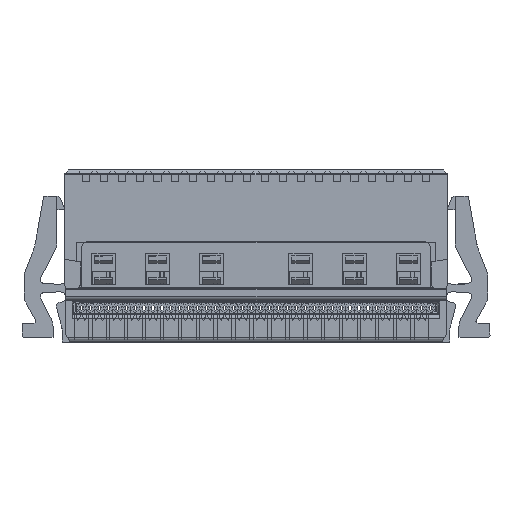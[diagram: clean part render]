
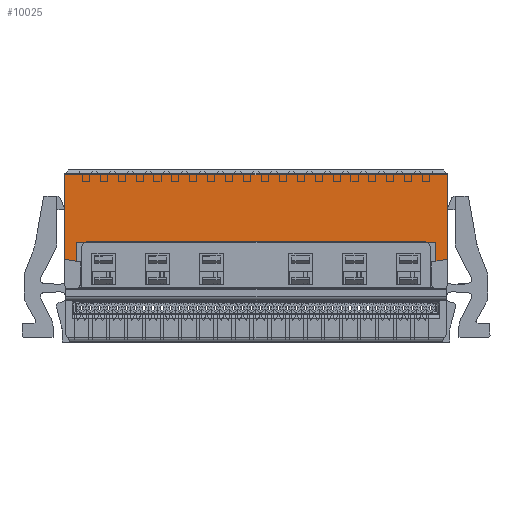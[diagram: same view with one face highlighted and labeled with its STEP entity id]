
A CAD part, front view. The second image highlights one B-rep face of the part: STEP entity #10025.
In plain terms, the highlighted planar face has unit normal (0, -1, 0).
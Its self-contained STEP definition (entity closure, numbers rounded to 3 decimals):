
#9975=AXIS2_PLACEMENT_3D('Plane Axis2P3D',#9972,#9973,#9974) ;
#3183=CARTESIAN_POINT('Vertex',(1.193,-9.925,9.429)) ;
#3186=CARTESIAN_POINT('Line Origine',(1.193,-9.925,6.439)) ;
#3190=CARTESIAN_POINT('Vertex',(1.193,-9.925,3.45)) ;
#3484=CARTESIAN_POINT('Vertex',(-25.958,-9.925,3.45)) ;
#3487=CARTESIAN_POINT('Line Origine',(-25.958,-9.925,6.439)) ;
#3491=CARTESIAN_POINT('Vertex',(-25.957,-9.925,9.429)) ;
#9972=CARTESIAN_POINT('Axis2P3D Location',(-26.202,-9.925,9.97)) ;
#9977=CARTESIAN_POINT('Line Origine',(-12.382,-9.925,9.429)) ;
#9982=CARTESIAN_POINT('Line Origine',(-25.517,-9.925,3.372)) ;
#9986=CARTESIAN_POINT('Vertex',(-25.078,-9.925,3.295)) ;
#9989=CARTESIAN_POINT('Line Origine',(-25.078,-9.925,3.972)) ;
#9993=CARTESIAN_POINT('Vertex',(-25.077,-9.925,4.65)) ;
#9996=CARTESIAN_POINT('Line Origine',(-12.382,-9.925,4.65)) ;
#10000=CARTESIAN_POINT('Vertex',(0.312,-9.925,4.65)) ;
#10003=CARTESIAN_POINT('Line Origine',(0.313,-9.925,3.972)) ;
#10007=CARTESIAN_POINT('Vertex',(0.313,-9.925,3.295)) ;
#10010=CARTESIAN_POINT('Line Origine',(0.752,-9.925,3.372)) ;
#3187=DIRECTION('Vector Direction',(0.,0.,1.)) ;
#3488=DIRECTION('Vector Direction',(0.,0.,-1.)) ;
#9973=DIRECTION('Axis2P3D Direction',(0.,-1.,0.)) ;
#9974=DIRECTION('Axis2P3D XDirection',(0.,0.,1.)) ;
#9978=DIRECTION('Vector Direction',(-1.,0.,0.)) ;
#9983=DIRECTION('Vector Direction',(0.985,0.,-0.174)) ;
#9990=DIRECTION('Vector Direction',(0.,0.,1.)) ;
#9997=DIRECTION('Vector Direction',(1.,0.,0.)) ;
#10004=DIRECTION('Vector Direction',(0.,0.,-1.)) ;
#10011=DIRECTION('Vector Direction',(0.985,0.,0.174)) ;
#3188=VECTOR('Line Direction',#3187,1.) ;
#3489=VECTOR('Line Direction',#3488,1.) ;
#9979=VECTOR('Line Direction',#9978,1.) ;
#9984=VECTOR('Line Direction',#9983,1.) ;
#9991=VECTOR('Line Direction',#9990,1.) ;
#9998=VECTOR('Line Direction',#9997,1.) ;
#10005=VECTOR('Line Direction',#10004,1.) ;
#10012=VECTOR('Line Direction',#10011,1.) ;
#10016=ORIENTED_EDGE('',*,*,#9981,.T.) ;
#10017=ORIENTED_EDGE('',*,*,#3493,.T.) ;
#10018=ORIENTED_EDGE('',*,*,#9988,.T.) ;
#10019=ORIENTED_EDGE('',*,*,#9995,.T.) ;
#10020=ORIENTED_EDGE('',*,*,#10002,.T.) ;
#10021=ORIENTED_EDGE('',*,*,#10009,.T.) ;
#10022=ORIENTED_EDGE('',*,*,#10014,.T.) ;
#10023=ORIENTED_EDGE('',*,*,#3192,.T.) ;
#10025=ADVANCED_FACE('1001\\MANIFOLD_SOLID_BREP #7263',(#10024),#9976,.T.) ;
#3192=EDGE_CURVE('',#3191,#3184,#3189,.T.) ;
#3493=EDGE_CURVE('',#3492,#3485,#3490,.T.) ;
#9981=EDGE_CURVE('',#3184,#3492,#9980,.T.) ;
#9988=EDGE_CURVE('',#3485,#9987,#9985,.T.) ;
#9995=EDGE_CURVE('',#9987,#9994,#9992,.T.) ;
#10002=EDGE_CURVE('',#9994,#10001,#9999,.T.) ;
#10009=EDGE_CURVE('',#10001,#10008,#10006,.T.) ;
#10014=EDGE_CURVE('',#10008,#3191,#10013,.T.) ;
#10015=EDGE_LOOP('',(#10016,#10017,#10018,#10019,#10020,#10021,#10022,#10023)) ;
#10024=FACE_OUTER_BOUND('',#10015,.T.) ;
#3189=LINE('Line',#3186,#3188) ;
#3490=LINE('Line',#3487,#3489) ;
#9980=LINE('Line',#9977,#9979) ;
#9985=LINE('Line',#9982,#9984) ;
#9992=LINE('Line',#9989,#9991) ;
#9999=LINE('Line',#9996,#9998) ;
#10006=LINE('Line',#10003,#10005) ;
#10013=LINE('Line',#10010,#10012) ;
#9976=PLANE('',#9975) ;
#3184=VERTEX_POINT('',#3183) ;
#3191=VERTEX_POINT('',#3190) ;
#3485=VERTEX_POINT('',#3484) ;
#3492=VERTEX_POINT('',#3491) ;
#9987=VERTEX_POINT('',#9986) ;
#9994=VERTEX_POINT('',#9993) ;
#10001=VERTEX_POINT('',#10000) ;
#10008=VERTEX_POINT('',#10007) ;
